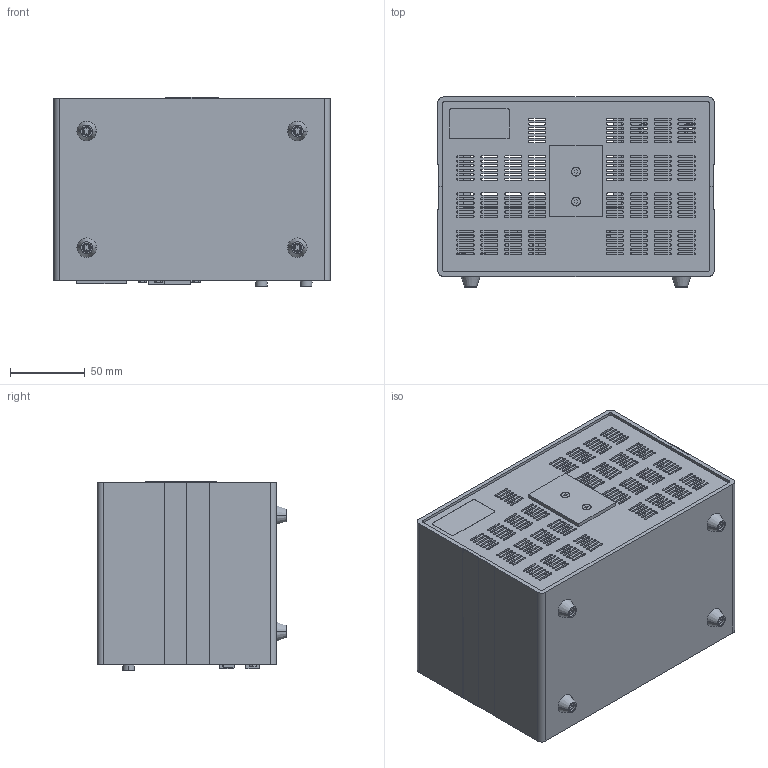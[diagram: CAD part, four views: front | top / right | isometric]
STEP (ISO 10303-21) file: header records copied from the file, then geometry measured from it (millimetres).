
FILE_DESCRIPTION((''),'2;1');
FILE_NAME('ASM-CONTROLLER_ASM','2021-07-19T',('justi'),('PTC'),'PRO/ENGINEER BY PARAMETRIC TECHNOLOGY CORPORATION, 2013040','PRO/ENGINEER BY PARAMETRIC TECHNOLOGY CORPORATION, 2013040','');
FILE_SCHEMA(('CONFIG_CONTROL_DESIGN','GEOMETRIC_VALIDATION_PROPERTIES_MIM'));
Length unit declared in the file: millimetre
Products named in the file (18): 195CASE-2; RUBBER_PADS; M3X6; ASM-BOTTOMCOVER_ASM; 195CASE-3; PRT-STICKER-FRONT_PW_1BY2; FCAPC_ADAPTER_SANKO; ASM-FRONTCOVER_ASM; PCB-MB1-C1P2; PCB-MB2-C1P2; 195CASE-4; PRT-DIN; M3X8-COUNTER-SUNK-SCREWS_INST; ASM-BACKCOVER_ASM; 195CASE-1; PRT-STICKER-SIDE; LABEL; ASM-CONTROLLER_ASM
Assembly tree (26 placements, depth 3):
  ASM-CONTROLLER_ASM
    ASM-BOTTOMCOVER_ASM
      195CASE-2
      RUBBER_PADS  x4
      M3X6  x4
    ASM-FRONTCOVER_ASM
      195CASE-3
      PRT-STICKER-FRONT_PW_1BY2
      FCAPC_ADAPTER_SANKO  x2
    PCB-MB1-C1P2
    PCB-MB2-C1P2
    ASM-BACKCOVER_ASM
      195CASE-4
      PRT-DIN
      M3X8-COUNTER-SUNK-SCREWS_INST  x2
    195CASE-1
    PRT-STICKER-SIDE  x2
    LABEL
Bounding box: 185 x 127 x 126.5 mm (x, y, z)
Volume: 298532 mm3; surface area: 290916.5 mm2
Topology: 26 solids, 36 shells, 1338 faces, 3689 edges, 2444 vertices
Faces by surface type: plane 765, cylinder 533, cone 40
Entity records: 52629 total; most frequent: CARTESIAN_POINT 7035, DIRECTION 6926, ORIENTED_EDGE 6762, PRESENTATION_STYLE_ASSIGNMENT 3517, STYLED_ITEM 3422, CURVE_STYLE 3395, EDGE_CURVE 3395, VECTOR 2394
